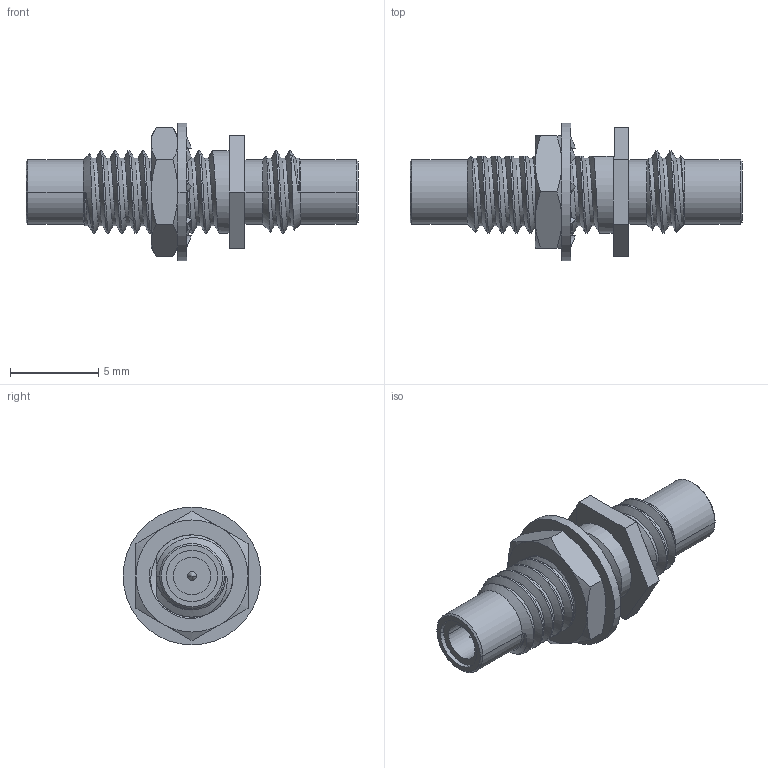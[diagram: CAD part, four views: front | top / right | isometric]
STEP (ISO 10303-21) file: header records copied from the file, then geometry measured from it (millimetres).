
FILE_DESCRIPTION((''),'2;1');
FILE_NAME('SMC2471A1-3GT30G-50_SW0001','2020-09-10T18:23:22',('Vijayaragavan'),(''),'CREO PARAMETRIC BY PTC INC, 2019444','CREO PARAMETRIC BY PTC INC, 2019444','');
FILE_SCHEMA(('CONFIG_CONTROL_DESIGN'));
Length unit declared in the file: millimetre
Products named in the file (1): SMC2471A1-3GT30G-50_SW0001
Bounding box: 18.8 x 7.8 x 7.8 mm (x, y, z)
Volume: 266.8 mm3; surface area: 598.7 mm2
Topology: 1 solids, 1 shells, 202 faces, 547 edges, 338 vertices
Faces by surface type: bspline 66, plane 55, cylinder 53, cone 28
Entity records: 13576 total; most frequent: CARTESIAN_POINT 8966, ORIENTED_EDGE 1086, DIRECTION 731, EDGE_CURVE 543, VERTEX_POINT 338, AXIS2_PLACEMENT_3D 246, VECTOR 239, LINE 239
